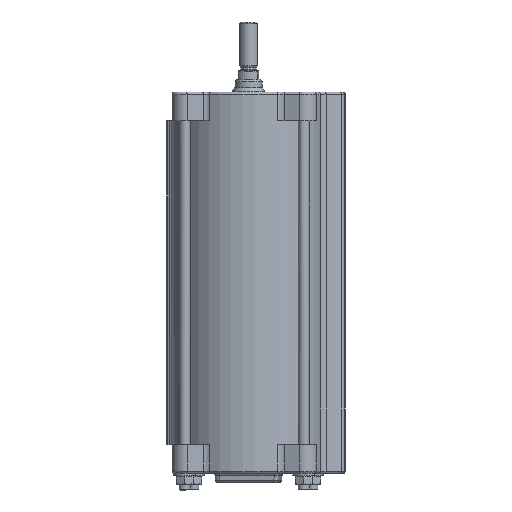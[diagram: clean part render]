
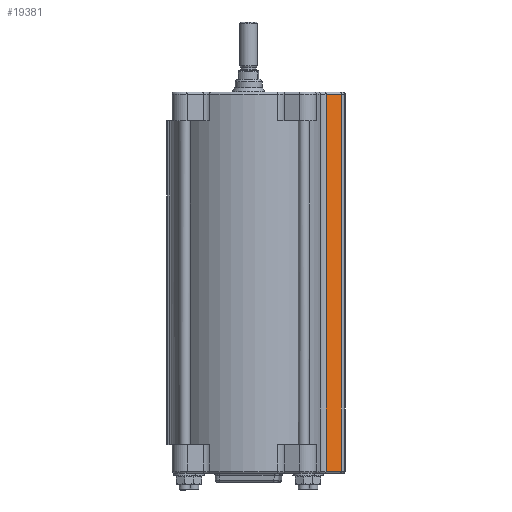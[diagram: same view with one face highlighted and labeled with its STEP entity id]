
A CAD part, front view. The second image highlights one B-rep face of the part: STEP entity #19381.
In plain terms, the highlighted planar face has unit normal (0.273, -0.962, 0).
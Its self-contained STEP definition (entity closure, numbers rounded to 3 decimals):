
#1146=LINE('',#29619,#1702);
#1265=LINE('',#36666,#1821);
#1266=LINE('',#36670,#1822);
#1267=LINE('',#36671,#1823);
#1702=VECTOR('',#23685,10.);
#1821=VECTOR('',#25232,10.);
#1822=VECTOR('',#25237,10.);
#1823=VECTOR('',#25238,10.);
#2518=PLANE('',#21278);
#3886=FACE_OUTER_BOUND('',#5340,.T.);
#5340=EDGE_LOOP('',(#14313,#14314,#14315,#14316));
#7961=VERTEX_POINT('',#29612);
#7963=VERTEX_POINT('',#29618);
#8437=VERTEX_POINT('',#36665);
#8438=VERTEX_POINT('',#36669);
#9696=EDGE_CURVE('',#7961,#7963,#1146,.T.);
#10521=EDGE_CURVE('',#7963,#8437,#1265,.T.);
#10523=EDGE_CURVE('',#8438,#7961,#1266,.T.);
#10524=EDGE_CURVE('',#8437,#8438,#1267,.T.);
#14313=ORIENTED_EDGE('',*,*,#10521,.F.);
#14314=ORIENTED_EDGE('',*,*,#9696,.F.);
#14315=ORIENTED_EDGE('',*,*,#10523,.F.);
#14316=ORIENTED_EDGE('',*,*,#10524,.F.);
#19381=ADVANCED_FACE('',(#3886),#2518,.T.);
#21278=AXIS2_PLACEMENT_3D('',#36668,#25235,#25236);
#23685=DIRECTION('',(0.962,0.273,0.));
#25232=DIRECTION('',(0.,0.,-1.));
#25235=DIRECTION('center_axis',(0.273,-0.962,0.));
#25236=DIRECTION('ref_axis',(-0.962,-0.273,0.));
#25237=DIRECTION('',(0.,0.,1.));
#25238=DIRECTION('',(-0.962,-0.273,0.));
#29612=CARTESIAN_POINT('',(86.304,-23.523,390.));
#29618=CARTESIAN_POINT('',(103.118,-18.758,390.));
#29619=CARTESIAN_POINT('',(59.537,-31.109,390.));
#36665=CARTESIAN_POINT('',(103.118,-18.758,-29.5));
#36666=CARTESIAN_POINT('',(103.118,-18.758,-32.));
#36668=CARTESIAN_POINT('Origin',(106.486,-17.804,392.5));
#36669=CARTESIAN_POINT('',(86.304,-23.523,-29.5));
#36670=CARTESIAN_POINT('',(86.304,-23.523,392.5));
#36671=CARTESIAN_POINT('',(44.179,-35.462,-29.5));
